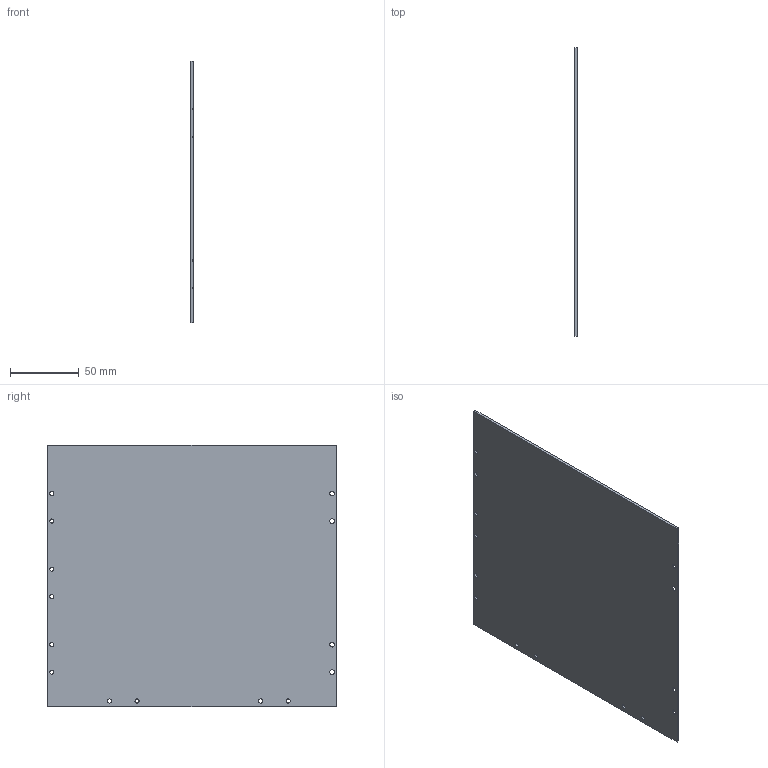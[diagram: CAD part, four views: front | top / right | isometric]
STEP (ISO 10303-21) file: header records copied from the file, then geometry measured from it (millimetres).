
FILE_DESCRIPTION (( 'STEP AP214' ), '1' );
FILE_NAME ('【2】190长板.step', '2024-04-30T16:51:00', ( '' ), ( '' ), 'SwSTEP 2.0', 'SolidWorks 2023', '' );
FILE_SCHEMA (( 'AUTOMOTIVE_DESIGN' ));
Length unit declared in the file: millimetre
Products named in the file (1): 【2】190长板
Bounding box: 2 x 210 x 190 mm (x, y, z)
Volume: 79508.4 mm3; surface area: 81428.6 mm2
Topology: 1 solids, 1 shells, 42 faces, 124 edges, 80 vertices
Faces by surface type: cylinder 28, cone 8, plane 6
Entity records: 1539 total; most frequent: CARTESIAN_POINT 283, DIRECTION 274, ORIENTED_EDGE 248, EDGE_CURVE 124, AXIS2_PLACEMENT_3D 111, VERTEX_POINT 80, CIRCLE 68, EDGE_LOOP 66
